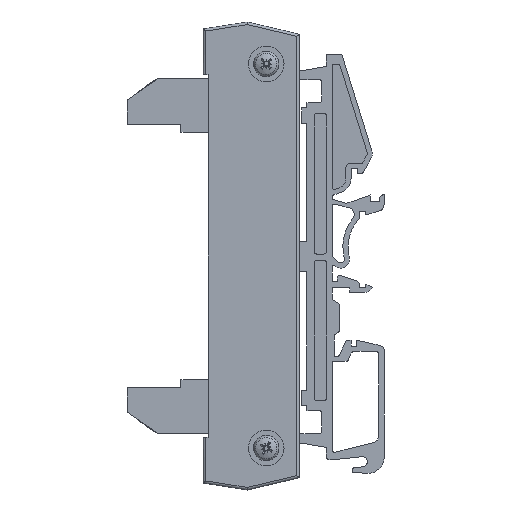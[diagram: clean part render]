
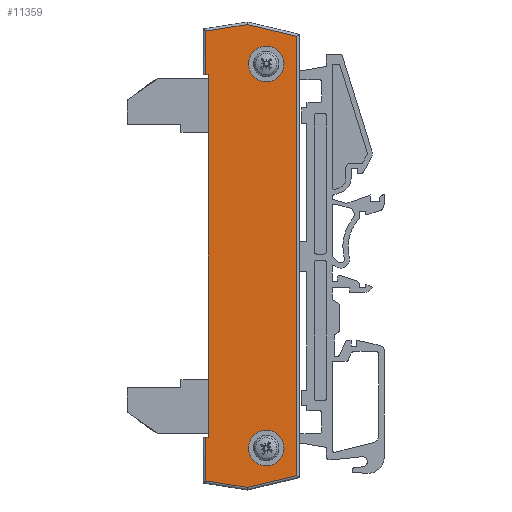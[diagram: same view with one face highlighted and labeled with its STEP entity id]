
A CAD part, left-side view. The second image highlights one B-rep face of the part: STEP entity #11359.
In plain terms, the highlighted face is planar.
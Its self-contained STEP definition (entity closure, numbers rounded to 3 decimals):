
#10898=CARTESIAN_POINT('',(-16.628,6.238,5.0));
#10899=VERTEX_POINT('',#10898);
#10906=CARTESIAN_POINT('',(54.672,6.238,5.0));
#10907=VERTEX_POINT('',#10906);
#10908=CARTESIAN_POINT('',(54.672,6.238,5.0));
#10909=DIRECTION('',(-1.0,0.0,0.0));
#10910=VECTOR('',#10909,71.3);
#10911=LINE('',#10908,#10910);
#10912=EDGE_CURVE('',#10907,#10899,#10911,.T.);
#11155=CARTESIAN_POINT('',(60.272,-5.162,5.0));
#11156=VERTEX_POINT('',#11155);
#11157=CARTESIAN_POINT('',(56.772,-5.162,5.0));
#11158=DIRECTION('',(0.0,0.0,-1.0));
#11159=DIRECTION('',(-1.0,0.0,0.0));
#11160=AXIS2_PLACEMENT_3D('',#11157,#11158,#11159);
#11161=CIRCLE('',#11160,3.5);
#11162=EDGE_CURVE('',#11156,#11156,#11161,.T.);
#11195=CARTESIAN_POINT('',(-15.228,-5.162,5.0));
#11196=VERTEX_POINT('',#11195);
#11197=CARTESIAN_POINT('',(-18.728,-5.162,5.0));
#11198=DIRECTION('',(0.0,0.0,-1.0));
#11199=DIRECTION('',(-1.0,0.0,0.0));
#11200=AXIS2_PLACEMENT_3D('',#11197,#11198,#11199);
#11201=CIRCLE('',#11200,3.5);
#11202=EDGE_CURVE('',#11196,#11196,#11201,.T.);
#11236=CARTESIAN_POINT('',(54.672,6.738,5.0));
#11237=VERTEX_POINT('',#11236);
#11238=CARTESIAN_POINT('',(54.672,6.738,5.0));
#11239=DIRECTION('',(0.0,-1.0,0.0));
#11240=VECTOR('',#11239,0.5);
#11241=LINE('',#11238,#11240);
#11242=EDGE_CURVE('',#11237,#10907,#11241,.T.);
#11267=CARTESIAN_POINT('',(-16.628,6.738,5.0));
#11268=VERTEX_POINT('',#11267);
#11276=CARTESIAN_POINT('',(-16.628,6.238,5.0));
#11277=DIRECTION('',(0.0,1.0,0.0));
#11278=VECTOR('',#11277,0.5);
#11279=LINE('',#11276,#11278);
#11280=EDGE_CURVE('',#10899,#11268,#11279,.T.);
#11289=CARTESIAN_POINT('',(19.022,-2.126,5.0));
#11290=DIRECTION('',(0.0,0.0,1.0));
#11291=DIRECTION('',(1.0,0.0,0.0));
#11292=AXIS2_PLACEMENT_3D('',#11289,#11290,#11291);
#11293=PLANE('',#11292);
#11294=ORIENTED_EDGE('',*,*,#11242,.T.);
#11295=ORIENTED_EDGE('',*,*,#10912,.T.);
#11296=ORIENTED_EDGE('',*,*,#11280,.T.);
#11297=CARTESIAN_POINT('',(-25.176,6.738,5.0));
#11298=VERTEX_POINT('',#11297);
#11299=CARTESIAN_POINT('',(-25.176,6.738,5.0));
#11300=DIRECTION('',(1.0,0.0,0.0));
#11301=VECTOR('',#11300,8.548);
#11302=LINE('',#11299,#11301);
#11303=EDGE_CURVE('',#11298,#11268,#11302,.T.);
#11304=ORIENTED_EDGE('',*,*,#11303,.F.);
#11305=CARTESIAN_POINT('',(-26.459,-1.405,5.0));
#11306=VERTEX_POINT('',#11305);
#11307=CARTESIAN_POINT('',(-26.459,-1.405,5.0));
#11308=DIRECTION('',(0.156,0.988,0.0));
#11309=VECTOR('',#11308,8.244);
#11310=LINE('',#11307,#11309);
#11311=EDGE_CURVE('',#11306,#11298,#11310,.T.);
#11312=ORIENTED_EDGE('',*,*,#11311,.F.);
#11313=CARTESIAN_POINT('',(-24.157,-11.162,5.0));
#11314=VERTEX_POINT('',#11313);
#11315=CARTESIAN_POINT('',(-24.157,-11.162,5.0));
#11316=DIRECTION('',(-0.23,0.973,0.0));
#11317=VECTOR('',#11316,10.024);
#11318=LINE('',#11315,#11317);
#11319=EDGE_CURVE('',#11314,#11306,#11318,.T.);
#11320=ORIENTED_EDGE('',*,*,#11319,.F.);
#11321=CARTESIAN_POINT('',(62.201,-11.162,5.0));
#11322=VERTEX_POINT('',#11321);
#11323=CARTESIAN_POINT('',(62.201,-11.162,5.0));
#11324=DIRECTION('',(-1.0,0.0,0.0));
#11325=VECTOR('',#11324,86.358);
#11326=LINE('',#11323,#11325);
#11327=EDGE_CURVE('',#11322,#11314,#11326,.T.);
#11328=ORIENTED_EDGE('',*,*,#11327,.F.);
#11329=CARTESIAN_POINT('',(64.503,-1.405,5.0));
#11330=VERTEX_POINT('',#11329);
#11331=CARTESIAN_POINT('',(64.503,-1.405,5.0));
#11332=DIRECTION('',(-0.23,-0.973,0.0));
#11333=VECTOR('',#11332,10.024);
#11334=LINE('',#11331,#11333);
#11335=EDGE_CURVE('',#11330,#11322,#11334,.T.);
#11336=ORIENTED_EDGE('',*,*,#11335,.F.);
#11337=CARTESIAN_POINT('',(63.22,6.738,5.0));
#11338=VERTEX_POINT('',#11337);
#11339=CARTESIAN_POINT('',(63.22,6.738,5.0));
#11340=DIRECTION('',(0.156,-0.988,0.0));
#11341=VECTOR('',#11340,8.244);
#11342=LINE('',#11339,#11341);
#11343=EDGE_CURVE('',#11338,#11330,#11342,.T.);
#11344=ORIENTED_EDGE('',*,*,#11343,.F.);
#11345=CARTESIAN_POINT('',(54.672,6.738,5.0));
#11346=DIRECTION('',(1.0,0.0,0.0));
#11347=VECTOR('',#11346,8.548);
#11348=LINE('',#11345,#11347);
#11349=EDGE_CURVE('',#11237,#11338,#11348,.T.);
#11350=ORIENTED_EDGE('',*,*,#11349,.F.);
#11351=EDGE_LOOP('',(#11294,#11295,#11296,#11304,#11312,#11320,#11328,#11336,#11344,#11350));
#11352=FACE_OUTER_BOUND('',#11351,.T.);
#11353=ORIENTED_EDGE('',*,*,#11162,.T.);
#11354=EDGE_LOOP('',(#11353));
#11355=FACE_BOUND('',#11354,.T.);
#11356=ORIENTED_EDGE('',*,*,#11202,.T.);
#11357=EDGE_LOOP('',(#11356));
#11358=FACE_BOUND('',#11357,.T.);
#11359=ADVANCED_FACE('',(#11352,#11355,#11358),#11293,.T.);
